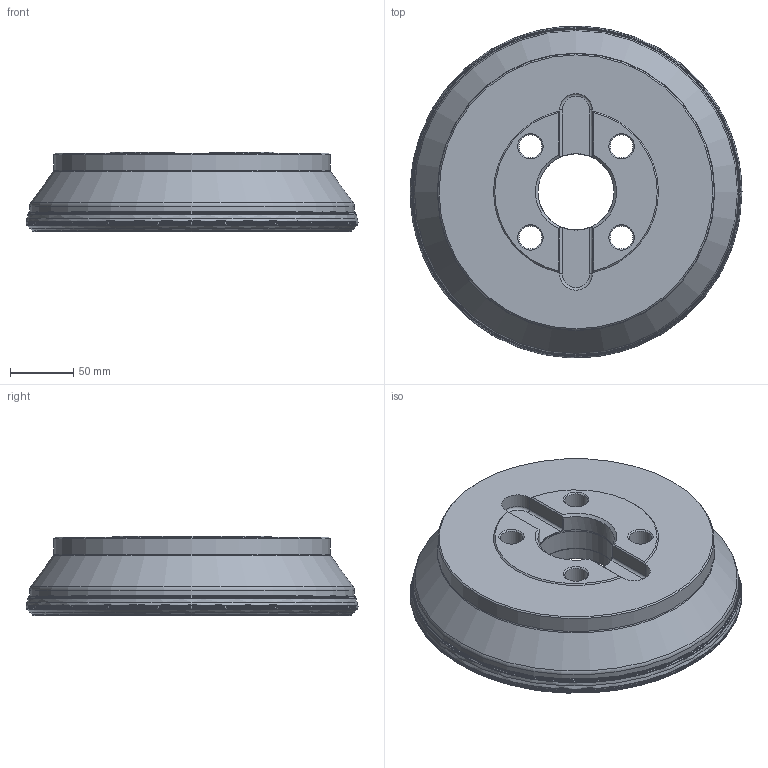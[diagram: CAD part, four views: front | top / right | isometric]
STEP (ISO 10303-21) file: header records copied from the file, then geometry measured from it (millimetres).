
FILE_DESCRIPTION(/* description */ (''),/* implementation_level */ '2;1');
FILE_NAME(/* name */ '250C14R_S45HN09C_CF_115009423ndi000_00_SIM.stp',/* time_stamp */ '2020-01-14T08:15:36+01:00',/* author */ (''),/* organization */ (''),/* preprocessor_version */ 'ST-DEVELOPER v16.7',/* originating_system */ 'SIEMENS PLM Software NX 12.0',/* authorisation */ '');
FILE_SCHEMA (('AUTOMOTIVE_DESIGN { 1 0 10303 214 3 1 1 1 }'));
Length unit declared in the file: millimetre
Products named in the file (1): hc721F289007335o
Bounding box: 261.74 x 261.74 x 63 mm (x, y, z)
Volume: 2279836.7 mm3; surface area: 200869.9 mm2
Topology: 2 solids, 2 shells, 172 faces, 400 edges, 236 vertices
Faces by surface type: revolution 78, cylinder 29, cone 29, plane 20, torus 16
Full cylindrical faces by diameter (mm): 8 x4, 18 x4, 26 x4, 60.01 x1, 60.2 x1, 62 x1, 160 x1, 166.928 x1, 218 x1, 256.147 x1
Entity records: 4585 total; most frequent: CARTESIAN_POINT 1391, DIRECTION 618, ORIENTED_EDGE 454, EDGE_LOOP 320, FACE_BOUND 294, AXIS2_PLACEMENT_3D 254, EDGE_CURVE 227, VERTEX_POINT 199
